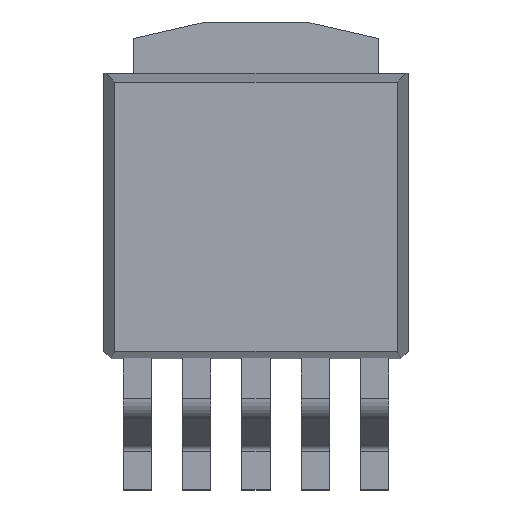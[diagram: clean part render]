
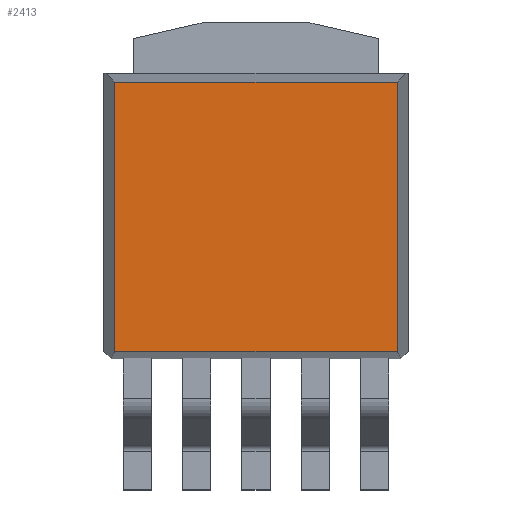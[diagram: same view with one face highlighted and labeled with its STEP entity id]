
A CAD part, top view. The second image highlights one B-rep face of the part: STEP entity #2413.
In plain terms, the highlighted planar face has unit normal (0, 0, 1).
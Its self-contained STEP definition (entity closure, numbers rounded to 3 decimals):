
#63=PLANE('',#2540);
#231=LINE('',#3414,#451);
#234=LINE('',#3420,#454);
#235=LINE('',#3423,#455);
#236=LINE('',#3424,#456);
#451=VECTOR('',#2904,1000.);
#454=VECTOR('',#2909,1000.);
#455=VECTOR('',#2910,1000.);
#456=VECTOR('',#2911,1000.);
#800=ORIENTED_EDGE('',*,*,#1226,.F.);
#801=ORIENTED_EDGE('',*,*,#1227,.F.);
#802=ORIENTED_EDGE('',*,*,#1223,.T.);
#803=ORIENTED_EDGE('',*,*,#1228,.T.);
#1223=EDGE_CURVE('',#1430,#1431,#231,.T.);
#1226=EDGE_CURVE('',#1432,#1433,#234,.T.);
#1227=EDGE_CURVE('',#1430,#1432,#235,.T.);
#1228=EDGE_CURVE('',#1431,#1433,#236,.T.);
#1430=VERTEX_POINT('',#3415);
#1431=VERTEX_POINT('',#3416);
#1432=VERTEX_POINT('',#3421);
#1433=VERTEX_POINT('',#3422);
#1581=EDGE_LOOP('',(#800,#801,#802,#803));
#1671=FACE_BOUND('',#1581,.T.);
#2413=ADVANCED_FACE('',(#1671),#63,.T.);
#2540=AXIS2_PLACEMENT_3D('',#3419,#2907,#2908);
#2904=DIRECTION('',(-1.,0.,0.));
#2907=DIRECTION('',(0.,0.,1.));
#2908=DIRECTION('',(1.,0.,0.));
#2909=DIRECTION('',(-1.,0.,0.));
#2910=DIRECTION('',(0.,-1.,0.));
#2911=DIRECTION('',(0.,-1.,0.));
#3414=CARTESIAN_POINT('',(5.454,2.862,2.3));
#3415=CARTESIAN_POINT('',(3.014,2.862,2.3));
#3416=CARTESIAN_POINT('',(-3.014,2.862,2.3));
#3419=CARTESIAN_POINT('',(0.,0.,2.3));
#3420=CARTESIAN_POINT('',(4.641,-2.894,2.3));
#3421=CARTESIAN_POINT('',(3.014,-2.894,2.3));
#3422=CARTESIAN_POINT('',(-3.014,-2.894,2.3));
#3423=CARTESIAN_POINT('',(3.014,8.281,2.3));
#3424=CARTESIAN_POINT('',(-3.014,8.281,2.3));
